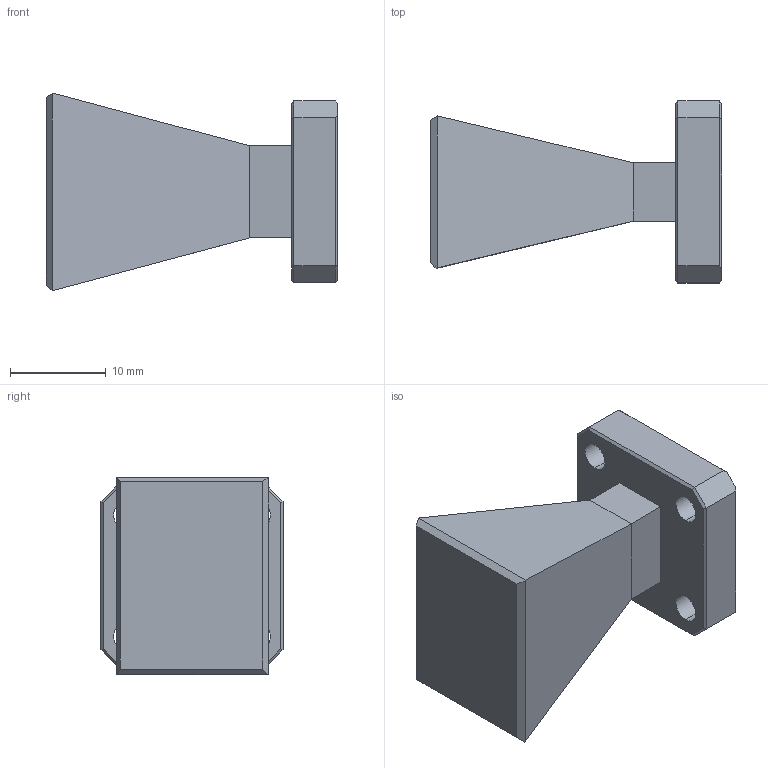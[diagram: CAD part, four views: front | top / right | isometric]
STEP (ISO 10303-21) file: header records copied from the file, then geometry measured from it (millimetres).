
FILE_DESCRIPTION (( 'STEP AP203' ), '1' );
FILE_NAME ('SAR-1532-28-S2.STEP', '2019-09-25T17:20:01', ( '' ), ( '' ), 'SwSTEP 2.0', 'SolidWorks 2016', '' );
FILE_SCHEMA (( 'CONFIG_CONTROL_DESIGN' ));
Length unit declared in the file: inch
Products named in the file (1): SAR-1532-28-S2
Bounding box: 30.48 x 19.05 x 20.67 mm (x, y, z)
Volume: 5666.9 mm3; surface area: 2712.6 mm2
Topology: 1 solids, 1 shells, 51 faces, 123 edges, 76 vertices
Faces by surface type: plane 43, cylinder 8
Entity records: 1544 total; most frequent: CARTESIAN_POINT 251, ORIENTED_EDGE 246, DIRECTION 243, EDGE_CURVE 123, LINE 107, VECTOR 107, VERTEX_POINT 76, AXIS2_PLACEMENT_3D 68
